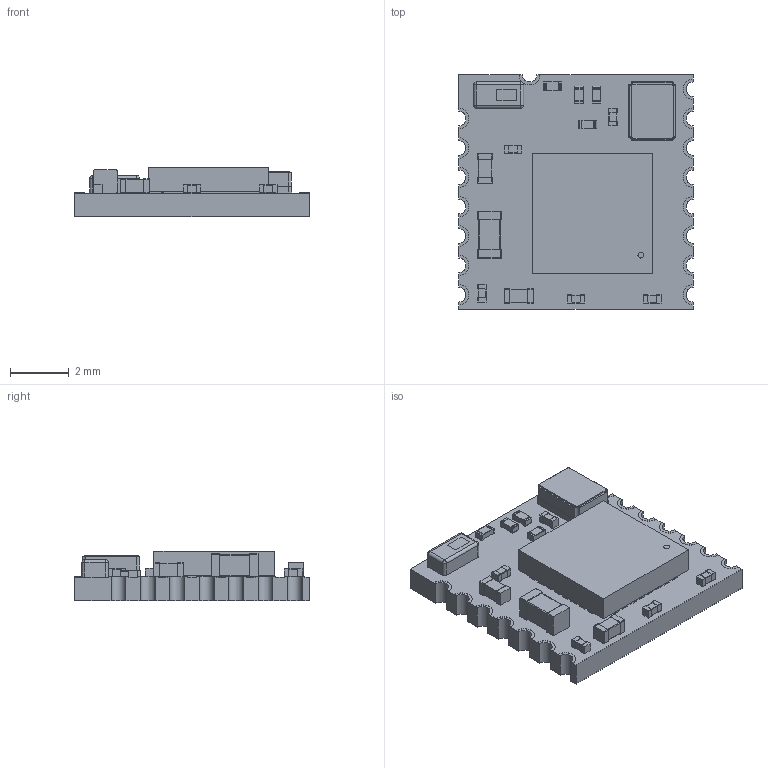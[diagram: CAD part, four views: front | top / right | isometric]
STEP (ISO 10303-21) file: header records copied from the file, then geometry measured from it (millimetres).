
FILE_DESCRIPTION(/* description */ ('STEP AP214'),/* implementation_level */ '2;1');
FILE_NAME(/* name */ 'RF-BM-BG22C3.step',/* time_stamp */ '2024-10-23T14:24:53-07:00',/* author */ (''),/* organization */ (''),/* preprocessor_version */ 'ST-DEVELOPER v20',/* originating_system */ 'Autodesk Translation Framework v13.20.0.188',/* authorisation */ '');
FILE_SCHEMA (('AUTOMOTIVE_DESIGN { 1 0 10303 214 3 1 1 }'));
Length unit declared in the file: millimetre
Products named in the file (8): WIFI-SMD_15P-P1.00-L8.0-W8.0-P1.00_RF-BM-BG22C3; Body; Antenna; product; L_0603_1608Metric; C_0402_1005Metric; C_0201_0603Metric; R_0201_0603Metric
Assembly tree (15 placements, depth 2):
  WIFI-SMD_15P-P1.00-L8.0-W8.0-P1.00_RF-BM-BG22C3
    Body
    Antenna
    product
    C_0201_0603Metric  x5
    L_0603_1608Metric
    C_0402_1005Metric  x2
    R_0201_0603Metric  x4
Bounding box: 8 x 8 x 1.7 mm (x, y, z)
Volume: 69.5 mm3; surface area: 263.2 mm2
Topology: 50 solids, 50 shells, 778 faces, 1942 edges, 1284 vertices
Faces by surface type: plane 574, cylinder 200, sphere 4
Full cylindrical faces by diameter (mm): 0.204 x1
Entity records: 17215 total; most frequent: CARTESIAN_POINT 2874, DIRECTION 2778, ORIENTED_EDGE 2756, EDGE_CURVE 1378, LINE 1146, VECTOR 1146, VERTEX_POINT 912, AXIS2_PLACEMENT_3D 816
